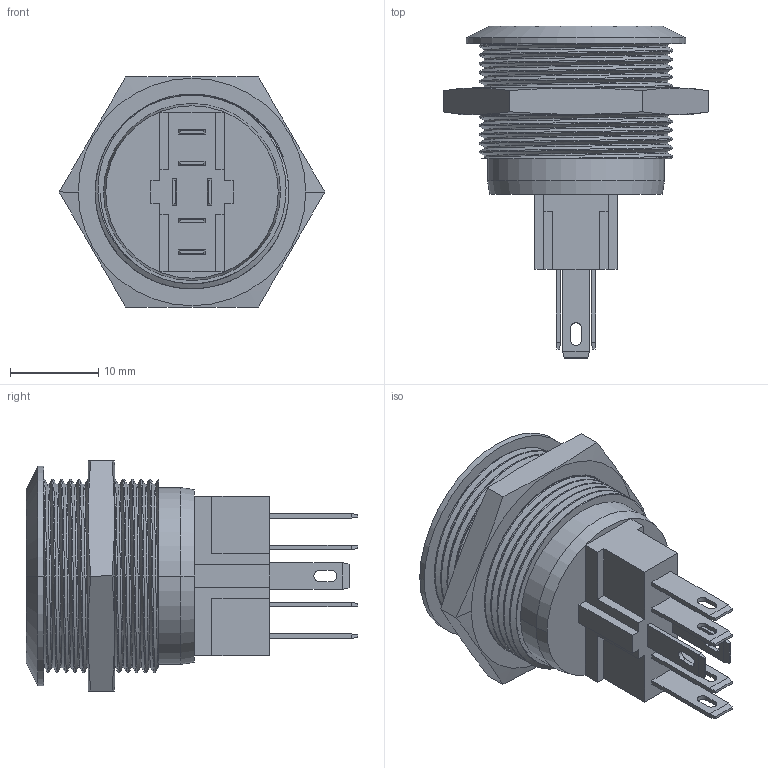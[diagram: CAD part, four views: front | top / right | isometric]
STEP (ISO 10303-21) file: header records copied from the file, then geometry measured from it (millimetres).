
FILE_DESCRIPTION (( 'STEP AP214' ), '1' );
FILE_NAME ('Metal Push button Switch with ring LED 22mm.STEP', '2023-01-04T20:14:30', ( '' ), ( '' ), 'SwSTEP 2.0', 'SolidWorks 2022', '' );
FILE_SCHEMA (( 'AUTOMOTIVE_DESIGN' ));
Length unit declared in the file: millimetre
Products named in the file (1): Metal Push button Switch with ring LED 22mm
Bounding box: 30.02 x 37.5 x 26 mm (x, y, z)
Volume: 8597.4 mm3; surface area: 4684.5 mm2
Topology: 2 solids, 2 shells, 235 faces, 619 edges, 402 vertices
Faces by surface type: plane 108, cylinder 91, bspline 26, cone 10
Full cylindrical faces by diameter (mm): 21.035 x2
Entity records: 12198 total; most frequent: CARTESIAN_POINT 6416, ORIENTED_EDGE 1246, DIRECTION 901, EDGE_CURVE 623, VERTEX_POINT 406, VECTOR 357, LINE 357, AXIS2_PLACEMENT_3D 272
